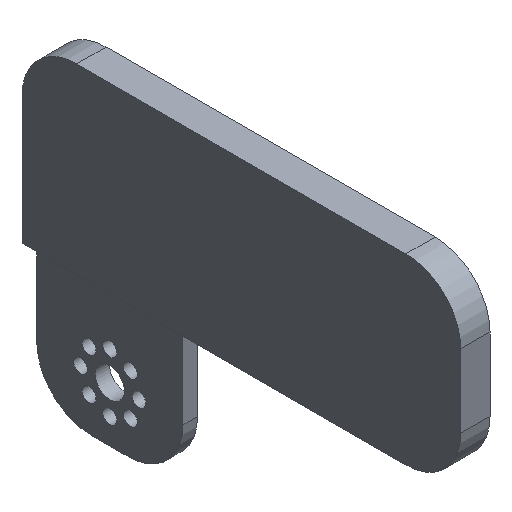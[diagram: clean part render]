
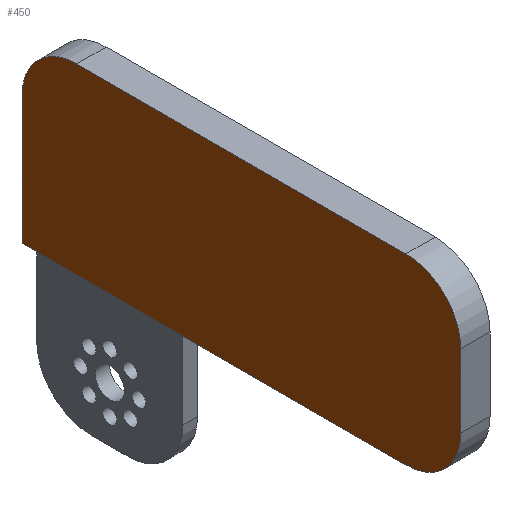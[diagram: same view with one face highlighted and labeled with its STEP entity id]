
A CAD part, isometric view. The second image highlights one B-rep face of the part: STEP entity #450.
In plain terms, the highlighted planar face has unit normal (-1, 0, 0).
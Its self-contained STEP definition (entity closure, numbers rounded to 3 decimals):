
#33=PLANE('',#489);
#43=FACE_OUTER_BOUND('',#66,.T.);
#66=EDGE_LOOP('',(#313,#314,#315,#316,#317,#318,#319));
#108=LINE('',#688,#143);
#109=LINE('',#692,#144);
#110=LINE('',#694,#145);
#111=LINE('',#697,#146);
#143=VECTOR('',#549,10.);
#144=VECTOR('',#552,10.);
#145=VECTOR('',#553,10.);
#146=VECTOR('',#556,10.);
#177=CIRCLE('',#488,15.);
#178=CIRCLE('',#490,15.);
#179=CIRCLE('',#491,15.);
#206=VERTEX_POINT('',#681);
#207=VERTEX_POINT('',#683);
#208=VERTEX_POINT('',#687);
#209=VERTEX_POINT('',#689);
#210=VERTEX_POINT('',#691);
#211=VERTEX_POINT('',#693);
#212=VERTEX_POINT('',#695);
#248=EDGE_CURVE('',#206,#207,#177,.T.);
#250=EDGE_CURVE('',#208,#206,#108,.T.);
#251=EDGE_CURVE('',#209,#208,#178,.T.);
#252=EDGE_CURVE('',#210,#209,#109,.T.);
#253=EDGE_CURVE('',#211,#210,#110,.T.);
#254=EDGE_CURVE('',#212,#211,#179,.T.);
#255=EDGE_CURVE('',#207,#212,#111,.T.);
#313=ORIENTED_EDGE('',*,*,#248,.F.);
#314=ORIENTED_EDGE('',*,*,#250,.F.);
#315=ORIENTED_EDGE('',*,*,#251,.F.);
#316=ORIENTED_EDGE('',*,*,#252,.F.);
#317=ORIENTED_EDGE('',*,*,#253,.F.);
#318=ORIENTED_EDGE('',*,*,#254,.F.);
#319=ORIENTED_EDGE('',*,*,#255,.F.);
#450=ADVANCED_FACE('',(#43),#33,.F.);
#488=AXIS2_PLACEMENT_3D('',#684,#544,#545);
#489=AXIS2_PLACEMENT_3D('',#686,#547,#548);
#490=AXIS2_PLACEMENT_3D('',#690,#550,#551);
#491=AXIS2_PLACEMENT_3D('',#696,#554,#555);
#544=DIRECTION('center_axis',(1.,0.,0.));
#545=DIRECTION('ref_axis',(0.,-0.707,0.707));
#547=DIRECTION('center_axis',(1.,0.,0.));
#548=DIRECTION('ref_axis',(0.,0.,-1.));
#549=DIRECTION('',(0.,-1.,0.));
#550=DIRECTION('center_axis',(1.,0.,0.));
#551=DIRECTION('ref_axis',(0.,0.707,0.707));
#552=DIRECTION('',(0.,0.,1.));
#553=DIRECTION('',(0.,1.,0.));
#554=DIRECTION('center_axis',(1.,0.,0.));
#555=DIRECTION('ref_axis',(0.,-0.707,-0.707));
#556=DIRECTION('',(0.,0.,-1.));
#681=CARTESIAN_POINT('',(0.,15.,0.));
#683=CARTESIAN_POINT('',(0.,0.,-15.));
#684=CARTESIAN_POINT('Origin',(0.,15.,-15.));
#686=CARTESIAN_POINT('Origin',(0.,60.,-25.));
#687=CARTESIAN_POINT('',(0.,105.,0.));
#688=CARTESIAN_POINT('',(0.,120.,0.));
#689=CARTESIAN_POINT('',(0.,120.,-15.));
#690=CARTESIAN_POINT('Origin',(0.,105.,-15.));
#691=CARTESIAN_POINT('',(0.,120.,-50.));
#692=CARTESIAN_POINT('',(0.,120.,-50.));
#693=CARTESIAN_POINT('',(0.,15.,-50.));
#694=CARTESIAN_POINT('',(0.,0.,-50.));
#695=CARTESIAN_POINT('',(0.,0.,-35.));
#696=CARTESIAN_POINT('Origin',(0.,15.,-35.));
#697=CARTESIAN_POINT('',(0.,0.,0.));
